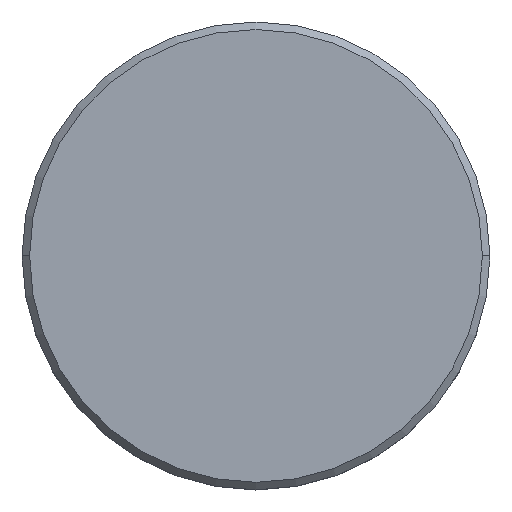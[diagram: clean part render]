
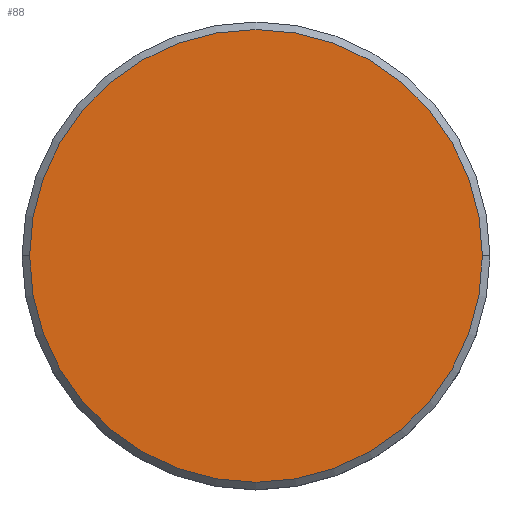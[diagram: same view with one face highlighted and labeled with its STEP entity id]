
A CAD part, top view. The second image highlights one B-rep face of the part: STEP entity #88.
In plain terms, the highlighted planar face has unit normal (0, 0, 1).
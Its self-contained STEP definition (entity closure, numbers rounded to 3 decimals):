
#3 = DIRECTION ( 'NONE',  ( 0., 0., 1. ) ) ;
#58 = EDGE_CURVE ( 'NONE', #637, #1146, #1065, .T. ) ;
#78 = CARTESIAN_POINT ( 'NONE',  ( 0., 0., 0. ) ) ;
#88 = ADVANCED_FACE ( 'NONE', ( #635 ), #785, .T. ) ;
#371 = DIRECTION ( 'NONE',  ( 1., 0., 0. ) ) ;
#411 = ORIENTED_EDGE ( 'NONE', *, *, #688, .T. ) ;
#454 = DIRECTION ( 'NONE',  ( 0., 0., 1. ) ) ;
#530 = DIRECTION ( 'NONE',  ( 0., 0., 1. ) ) ;
#587 = AXIS2_PLACEMENT_3D ( 'NONE', #897, #3, #371 ) ;
#620 = DIRECTION ( 'NONE',  ( 1., 0., 0. ) ) ;
#635 = FACE_OUTER_BOUND ( 'NONE', #1145, .T. ) ;
#637 = VERTEX_POINT ( 'NONE', #1138 ) ;
#688 = EDGE_CURVE ( 'NONE', #1146, #637, #1102, .T. ) ;
#713 = AXIS2_PLACEMENT_3D ( 'NONE', #905, #530, #620 ) ;
#782 = ORIENTED_EDGE ( 'NONE', *, *, #58, .T. ) ;
#785 = PLANE ( 'NONE',  #789 ) ;
#789 = AXIS2_PLACEMENT_3D ( 'NONE', #78, #454, #1161 ) ;
#814 = CARTESIAN_POINT ( 'NONE',  ( -15., 0., 0. ) ) ;
#897 = CARTESIAN_POINT ( 'NONE',  ( 0., 0., 0. ) ) ;
#905 = CARTESIAN_POINT ( 'NONE',  ( 0., 0., 0. ) ) ;
#1065 = CIRCLE ( 'NONE', #713, 15. ) ;
#1102 = CIRCLE ( 'NONE', #587, 15. ) ;
#1138 = CARTESIAN_POINT ( 'NONE',  ( 15., 0., 0. ) ) ;
#1145 = EDGE_LOOP ( 'NONE', ( #411, #782 ) ) ;
#1146 = VERTEX_POINT ( 'NONE', #814 ) ;
#1161 = DIRECTION ( 'NONE',  ( 1., 0., 0. ) ) ;
